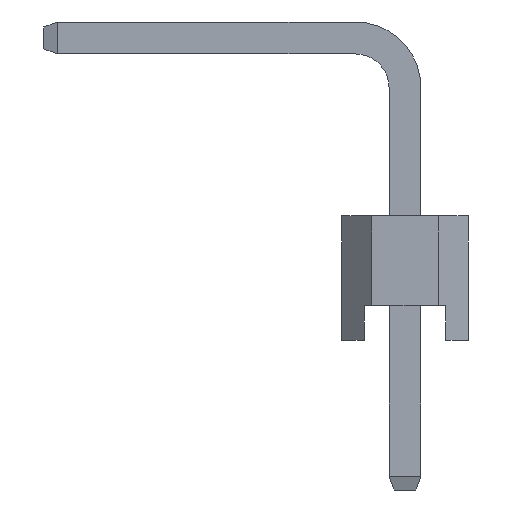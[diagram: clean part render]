
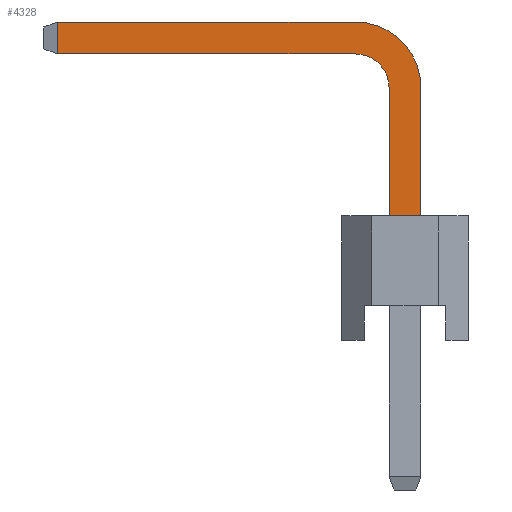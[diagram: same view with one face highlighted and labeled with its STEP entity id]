
A CAD part, left-side view. The second image highlights one B-rep face of the part: STEP entity #4328.
In plain terms, the highlighted planar face has unit normal (-1, 0, 0).
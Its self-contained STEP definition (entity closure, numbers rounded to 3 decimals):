
#4328=ADVANCED_FACE('',(#13342),#13344,.T.);
#13342=FACE_BOUND('',#13343,.T.);
#13343=EDGE_LOOP('',(#20777,#20778,#20779,#20780,#20781,#20782,#20783,#20784));
#13344=PLANE('',#13345);
#13345=AXIS2_PLACEMENT_3D('',#13346,#13347,#13348);
#13346=CARTESIAN_POINT('',(-0.32,0.32,-3.));
#13347=DIRECTION('',(-1.,0.,0.));
#13348=DIRECTION('',(0.,-1.,0.));
#20777=ORIENTED_EDGE('',*,*,#25282,.F.);
#20778=ORIENTED_EDGE('',*,*,#25283,.F.);
#20779=ORIENTED_EDGE('',*,*,#25284,.F.);
#20780=ORIENTED_EDGE('',*,*,#25271,.F.);
#20781=ORIENTED_EDGE('',*,*,#23590,.T.);
#20782=ORIENTED_EDGE('',*,*,#25281,.T.);
#20783=ORIENTED_EDGE('',*,*,#25285,.T.);
#20784=ORIENTED_EDGE('',*,*,#25286,.T.);
#23590=EDGE_CURVE('',#26720,#26724,#26726,.T.);
#25271=EDGE_CURVE('',#26720,#29549,#29550,.T.);
#25281=EDGE_CURVE('',#26724,#29565,#29567,.T.);
#25282=EDGE_CURVE('',#29568,#29569,#29570,.T.);
#25283=EDGE_CURVE('',#29571,#29568,#29572,.T.);
#25284=EDGE_CURVE('',#29549,#29571,#29573,.T.);
#25285=EDGE_CURVE('',#29565,#29574,#29575,.T.);
#25286=EDGE_CURVE('',#29574,#29569,#29576,.T.);
#26720=VERTEX_POINT('',#31962);
#26724=VERTEX_POINT('',#31970);
#26726=LINE('',#31974,#31975);
#29549=VERTEX_POINT('',#38291);
#29550=LINE('',#38292,#38293);
#29565=VERTEX_POINT('',#38327);
#29567=LINE('',#38331,#38332);
#29568=VERTEX_POINT('',#38334);
#29569=VERTEX_POINT('',#38335);
#29570=LINE('',#38336,#38337);
#29571=VERTEX_POINT('',#38339);
#29572=LINE('',#38340,#38341);
#29573=CIRCLE('',#38343,0.68);
#29574=VERTEX_POINT('',#38347);
#29575=CIRCLE('',#38348,1.32);
#29576=LINE('',#38352,#38353);
#31962=CARTESIAN_POINT('',(-0.32,0.32,2.5));
#31970=CARTESIAN_POINT('',(-0.32,-0.32,2.5));
#31974=CARTESIAN_POINT('',(-0.32,0.32,2.5));
#31975=VECTOR('',#31976,1.);
#31976=DIRECTION('',(0.,-1.,0.));
#38291=CARTESIAN_POINT('',(-0.32,0.32,5.07));
#38292=CARTESIAN_POINT('',(-0.32,0.32,2.5));
#38293=VECTOR('',#38294,1.);
#38294=DIRECTION('',(0.,0.,1.));
#38327=CARTESIAN_POINT('',(-0.32,-0.32,5.07));
#38331=CARTESIAN_POINT('',(-0.32,-0.32,2.5));
#38332=VECTOR('',#38333,1.);
#38333=DIRECTION('',(0.,0.,1.));
#38334=CARTESIAN_POINT('',(-0.32,6.975,5.75));
#38335=CARTESIAN_POINT('',(-0.32,6.975,6.39));
#38336=CARTESIAN_POINT('',(-0.32,6.975,5.75));
#38337=VECTOR('',#38338,1.);
#38338=DIRECTION('',(0.,0.,1.));
#38339=CARTESIAN_POINT('',(-0.32,1.,5.75));
#38340=CARTESIAN_POINT('',(-0.32,1.,5.75));
#38341=VECTOR('',#38342,1.);
#38342=DIRECTION('',(0.,1.,0.));
#38343=AXIS2_PLACEMENT_3D('',#38344,#38345,#38346);
#38344=CARTESIAN_POINT('',(-0.32,1.,5.07));
#38345=DIRECTION('',(-1.,-0.,0.));
#38346=DIRECTION('',(0.,-1.,0.));
#38347=CARTESIAN_POINT('',(-0.32,1.,6.39));
#38348=AXIS2_PLACEMENT_3D('',#38349,#38350,#38351);
#38349=CARTESIAN_POINT('',(-0.32,1.,5.07));
#38350=DIRECTION('',(-1.,-0.,0.));
#38351=DIRECTION('',(0.,-1.,0.));
#38352=CARTESIAN_POINT('',(-0.32,1.,6.39));
#38353=VECTOR('',#38354,1.);
#38354=DIRECTION('',(0.,1.,0.));
